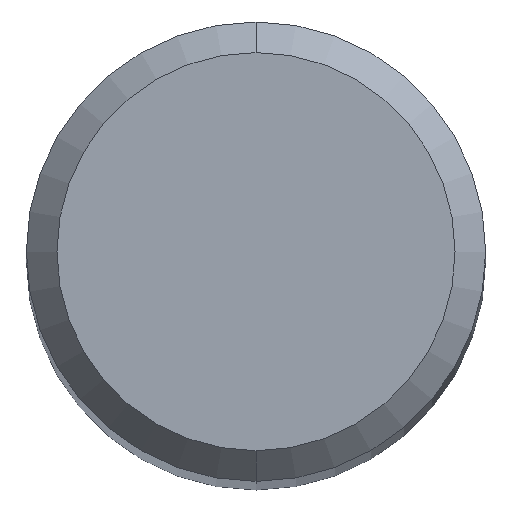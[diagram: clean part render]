
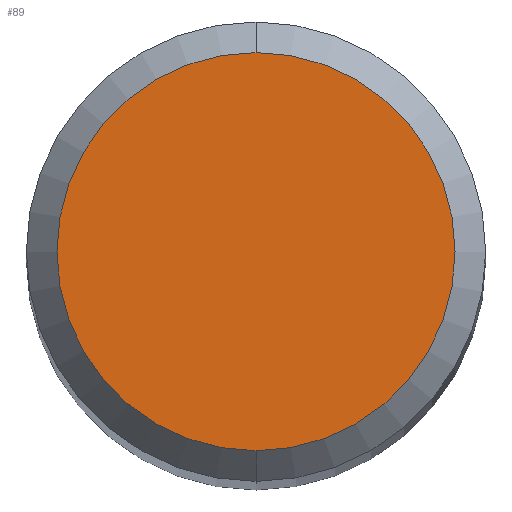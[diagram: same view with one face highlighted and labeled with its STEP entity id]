
A CAD part, top view. The second image highlights one B-rep face of the part: STEP entity #89.
In plain terms, the highlighted planar face has unit normal (0, 0, 1).
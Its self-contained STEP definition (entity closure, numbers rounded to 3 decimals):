
#75=VERTEX_POINT('',#157);
#85=VERTEX_POINT('',#168);
#89=ADVANCED_FACE('',(#173),#174,.T.);
#99=EDGE_CURVE('',#85,#75,#184,.T.);
#109=EDGE_CURVE('',#75,#85,#194,.T.);
#157=CARTESIAN_POINT('',(0.0,2.6,0.0));
#168=CARTESIAN_POINT('',(0.,-2.6,0.0));
#173=FACE_OUTER_BOUND('',#255,.T.);
#174=PLANE('',#256);
#184=CIRCLE('',#272,2.6);
#194=CIRCLE('',#286,2.6);
#255=EDGE_LOOP('',(#357,#358));
#256=AXIS2_PLACEMENT_3D('',#359,#360,#361);
#272=AXIS2_PLACEMENT_3D('',#367,#368,#369);
#286=AXIS2_PLACEMENT_3D('',#374,#375,#376);
#357=ORIENTED_EDGE('',*,*,#109,.F.);
#358=ORIENTED_EDGE('',*,*,#99,.F.);
#359=CARTESIAN_POINT('',(0.0,1.3,0.0));
#360=DIRECTION('',(-0.0,0.0,1.0));
#361=DIRECTION('',(0.0,-1.0,0.0));
#367=CARTESIAN_POINT('',(0.0,0.0,0.0));
#368=DIRECTION('',(0.0,0.0,-1.0));
#369=DIRECTION('',(0.0,1.0,0.0));
#374=CARTESIAN_POINT('',(0.0,0.0,0.0));
#375=DIRECTION('',(0.0,0.0,-1.0));
#376=DIRECTION('',(0.0,1.0,0.0));
